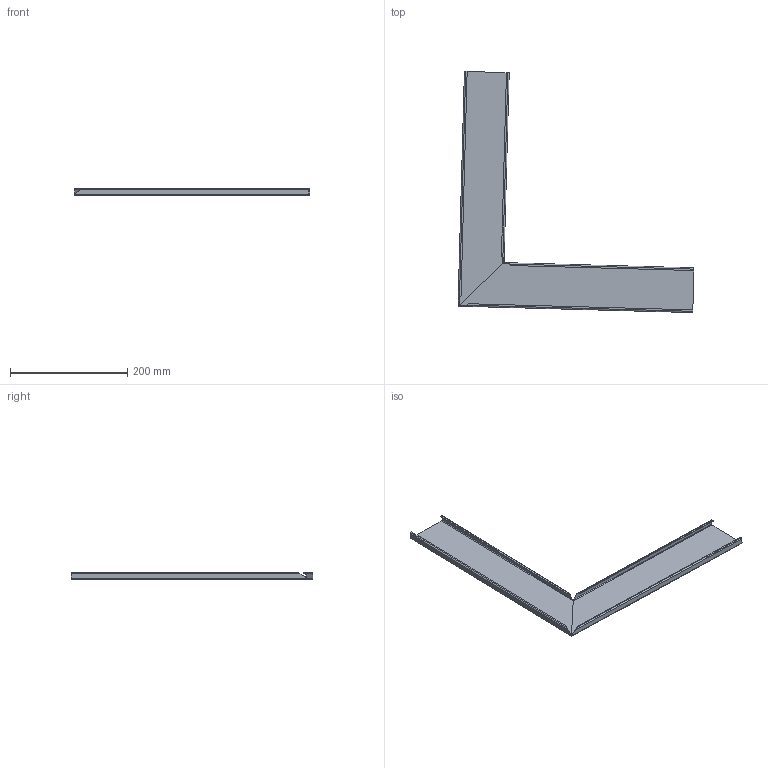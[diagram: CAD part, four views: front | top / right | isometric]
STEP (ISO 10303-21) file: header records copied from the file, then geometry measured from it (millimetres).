
FILE_DESCRIPTION (( 'STEP AP214' ), '1' );
FILE_NAME ('6279860.stp', '2016-05-25T15:05:18', ( '' ), ( '' ), 'SwSTEP 2.0', 'SolidWorks 2014', '' );
FILE_SCHEMA (( 'AUTOMOTIVE_DESIGN' ));
Length unit declared in the file: millimetre
Products named in the file (5): 105062_Standard; 104900_Standard; 105061_Standard; 104880_Standard; 6279860
Assembly tree (4 placements, depth 3):
  6279860
    105061_Standard
      104880_Standard
    105062_Standard
      104900_Standard
Bounding box: 402.71 x 411.58 x 11.69 mm (x, y, z)
Volume: 59410.1 mm3; surface area: 150039.5 mm2
Topology: 2 solids, 2 shells, 88 faces, 188 edges, 104 vertices
Faces by surface type: plane 48, cylinder 30, bspline 10
Entity records: 2824 total; most frequent: CARTESIAN_POINT 897, ORIENTED_EDGE 376, DIRECTION 352, EDGE_CURVE 188, AXIS2_PLACEMENT_3D 123, VECTOR 106, LINE 106, VERTEX_POINT 104
